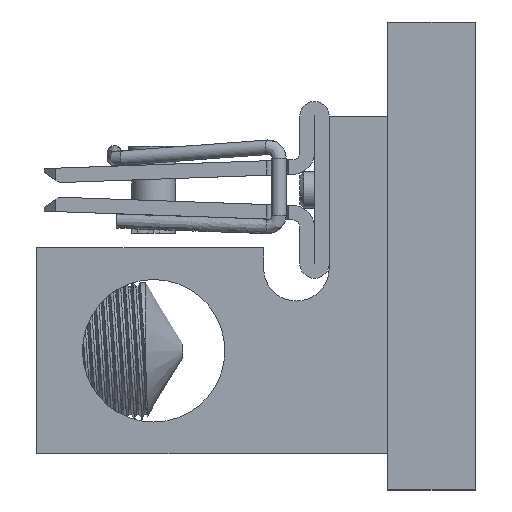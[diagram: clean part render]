
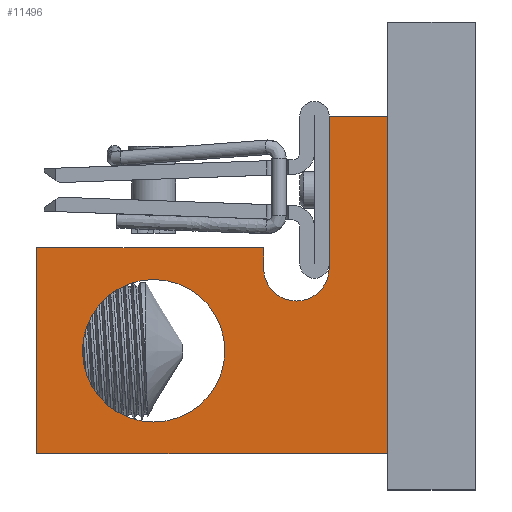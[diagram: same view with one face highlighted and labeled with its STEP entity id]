
A CAD part, left-side view. The second image highlights one B-rep face of the part: STEP entity #11496.
In plain terms, the highlighted planar face has unit normal (-1, 0, 0).
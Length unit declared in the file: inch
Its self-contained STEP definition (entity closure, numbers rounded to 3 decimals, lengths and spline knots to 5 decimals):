
#154 = ORIENTED_EDGE ( 'NONE', *, *, #6757, .T. ) ;
#509 = VERTEX_POINT ( 'NONE', #23133 ) ;
#511 = EDGE_CURVE ( 'NONE', #6988, #12820, #13126, .T. ) ;
#1200 = AXIS2_PLACEMENT_3D ( 'NONE', #8392, #29157, #29054 ) ;
#1219 = DIRECTION ( 'NONE',  ( 0., 0., 1. ) ) ;
#1904 = CARTESIAN_POINT ( 'NONE',  ( -0.75, -0.5, 0.625 ) ) ;
#2843 = EDGE_CURVE ( 'NONE', #3895, #3895, #17731, .T. ) ;
#3026 = PLANE ( 'NONE',  #11226 ) ;
#3165 = CARTESIAN_POINT ( 'NONE',  ( -0.75, 0., -0.67 ) ) ;
#3651 = ORIENTED_EDGE ( 'NONE', *, *, #4107, .T. ) ;
#3895 = VERTEX_POINT ( 'NONE', #20763 ) ;
#4017 = LINE ( 'NONE', #26995, #15993 ) ;
#4055 = DIRECTION ( 'NONE',  ( 0., -1., 0. ) ) ;
#4107 = EDGE_CURVE ( 'NONE', #10069, #6142, #24077, .T. ) ;
#4389 = FACE_BOUND ( 'NONE', #21629, .T. ) ;
#5025 = DIRECTION ( 'NONE',  ( 0., 0., -1. ) ) ;
#5370 = EDGE_CURVE ( 'NONE', #6142, #21913, #20947, .T. ) ;
#5589 = ORIENTED_EDGE ( 'NONE', *, *, #511, .T. ) ;
#5864 = CARTESIAN_POINT ( 'NONE',  ( -0.75, 2.5, -2.255 ) ) ;
#5873 = VECTOR ( 'NONE', #1219, 39.37008 ) ;
#5899 = DIRECTION ( 'NONE',  ( 0., 1., 0. ) ) ;
#6142 = VERTEX_POINT ( 'NONE', #3165 ) ;
#6197 = CARTESIAN_POINT ( 'NONE',  ( -0.75, 0.56, -0.495 ) ) ;
#6757 = EDGE_CURVE ( 'NONE', #21913, #6988, #11153, .T. ) ;
#6988 = VERTEX_POINT ( 'NONE', #12476 ) ;
#7051 = EDGE_CURVE ( 'NONE', #509, #25815, #7173, .T. ) ;
#7072 = CARTESIAN_POINT ( 'NONE',  ( -0.75, 0.56, -0.67 ) ) ;
#7079 = ORIENTED_EDGE ( 'NONE', *, *, #7051, .T. ) ;
#7173 = LINE ( 'NONE', #5864, #13155 ) ;
#8392 = CARTESIAN_POINT ( 'NONE',  ( -0.75, 0.28, -0.67 ) ) ;
#8682 = ORIENTED_EDGE ( 'NONE', *, *, #24926, .T. ) ;
#9072 = VECTOR ( 'NONE', #11040, 39.37008 ) ;
#10069 = VERTEX_POINT ( 'NONE', #22148 ) ;
#10552 = ORIENTED_EDGE ( 'NONE', *, *, #2843, .F. ) ;
#10569 = VECTOR ( 'NONE', #24225, 39.37008 ) ;
#11040 = DIRECTION ( 'NONE',  ( 0., 1., 0. ) ) ;
#11153 = LINE ( 'NONE', #28784, #10569 ) ;
#11226 = AXIS2_PLACEMENT_3D ( 'NONE', #26857, #13422, #29126 ) ;
#11496 = ADVANCED_FACE ( 'NONE', ( #4389, #16648 ), #3026, .T. ) ;
#12219 = VERTEX_POINT ( 'NONE', #22463 ) ;
#12369 = VECTOR ( 'NONE', #5899, 39.37008 ) ;
#12476 = CARTESIAN_POINT ( 'NONE',  ( -0.75, 0.56, -0.495 ) ) ;
#12820 = VERTEX_POINT ( 'NONE', #26885 ) ;
#13126 = LINE ( 'NONE', #6197, #12369 ) ;
#13155 = VECTOR ( 'NONE', #4055, 39.37008 ) ;
#13280 = EDGE_CURVE ( 'NONE', #25815, #12219, #24808, .T. ) ;
#13422 = DIRECTION ( 'NONE',  ( -1., 0., 0. ) ) ;
#15045 = LINE ( 'NONE', #1904, #9072 ) ;
#15414 = CARTESIAN_POINT ( 'NONE',  ( -0.75, -0.5, -2.255 ) ) ;
#15798 = DIRECTION ( 'NONE',  ( 0., 0., -1. ) ) ;
#15989 = EDGE_CURVE ( 'NONE', #12820, #509, #4017, .T. ) ;
#15993 = VECTOR ( 'NONE', #15798, 39.37008 ) ;
#16145 = ORIENTED_EDGE ( 'NONE', *, *, #5370, .T. ) ;
#16648 = FACE_OUTER_BOUND ( 'NONE', #29285, .T. ) ;
#16961 = CARTESIAN_POINT ( 'NONE',  ( -0.75, -0.5, -2.255 ) ) ;
#17731 = CIRCLE ( 'NONE', #25003, 0.609 ) ;
#20763 = CARTESIAN_POINT ( 'NONE',  ( -0.75, 1.5, -0.766 ) ) ;
#20947 = CIRCLE ( 'NONE', #1200, 0.28 ) ;
#21629 = EDGE_LOOP ( 'NONE', ( #10552 ) ) ;
#21913 = VERTEX_POINT ( 'NONE', #7072 ) ;
#22145 = DIRECTION ( 'NONE',  ( 0., 0., 1. ) ) ;
#22148 = CARTESIAN_POINT ( 'NONE',  ( -0.75, 0., 0.625 ) ) ;
#22463 = CARTESIAN_POINT ( 'NONE',  ( -0.75, -0.5, 0.625 ) ) ;
#23133 = CARTESIAN_POINT ( 'NONE',  ( -0.75, 2.5, -2.255 ) ) ;
#23222 = DIRECTION ( 'NONE',  ( -1., 0., 0. ) ) ;
#23331 = CARTESIAN_POINT ( 'NONE',  ( -0.75, 1.5, -1.375 ) ) ;
#24023 = VECTOR ( 'NONE', #5025, 39.37008 ) ;
#24077 = LINE ( 'NONE', #26473, #24023 ) ;
#24225 = DIRECTION ( 'NONE',  ( 0., 0., 1. ) ) ;
#24808 = LINE ( 'NONE', #16961, #5873 ) ;
#24926 = EDGE_CURVE ( 'NONE', #12219, #10069, #15045, .T. ) ;
#25003 = AXIS2_PLACEMENT_3D ( 'NONE', #23331, #23222, #22145 ) ;
#25507 = ORIENTED_EDGE ( 'NONE', *, *, #15989, .T. ) ;
#25815 = VERTEX_POINT ( 'NONE', #15414 ) ;
#26473 = CARTESIAN_POINT ( 'NONE',  ( -0.75, 0., 0.625 ) ) ;
#26857 = CARTESIAN_POINT ( 'NONE',  ( -0.75, 0.28, -0.67 ) ) ;
#26885 = CARTESIAN_POINT ( 'NONE',  ( -0.75, 2.5, -0.495 ) ) ;
#26995 = CARTESIAN_POINT ( 'NONE',  ( -0.75, 2.5, -0.495 ) ) ;
#28534 = ORIENTED_EDGE ( 'NONE', *, *, #13280, .T. ) ;
#28784 = CARTESIAN_POINT ( 'NONE',  ( -0.75, 0.56, -0.67 ) ) ;
#29054 = DIRECTION ( 'NONE',  ( 0., 0., 1. ) ) ;
#29126 = DIRECTION ( 'NONE',  ( 0., 0., 1. ) ) ;
#29157 = DIRECTION ( 'NONE',  ( 1., 0., 0. ) ) ;
#29285 = EDGE_LOOP ( 'NONE', ( #7079, #28534, #8682, #3651, #16145, #154, #5589, #25507 ) ) ;
